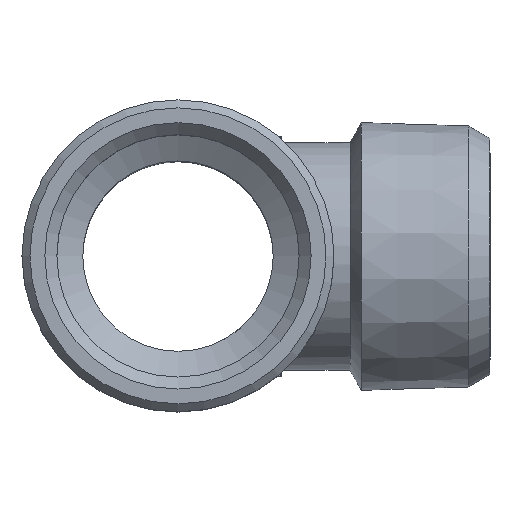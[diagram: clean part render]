
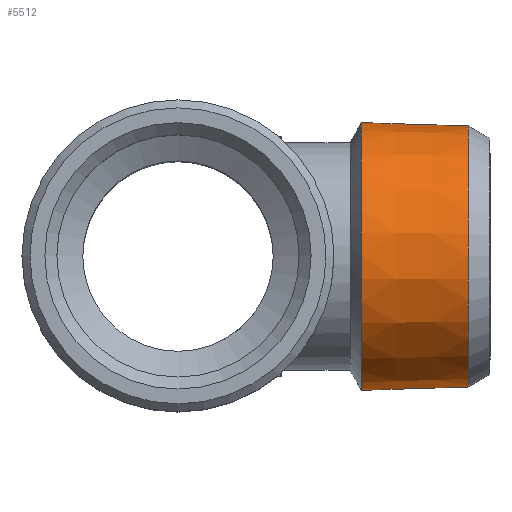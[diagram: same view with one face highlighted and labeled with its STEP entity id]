
A CAD part, top view. The second image highlights one B-rep face of the part: STEP entity #5512.
In plain terms, the highlighted conical face has half-angle 1.79 degrees and reference radius 16.825 mm.
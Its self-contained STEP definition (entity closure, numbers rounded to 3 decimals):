
#1437=CONICAL_SURFACE('',#5413,16.825,1.79);
#1499=ORIENTED_EDGE('',*,*,#1863,.F.);
#1500=ORIENTED_EDGE('',*,*,#1862,.F.);
#1708=CIRCLE('',#5412,16.312);
#1709=CIRCLE('',#5414,16.73);
#1772=VERTEX_POINT('',#4172);
#1773=VERTEX_POINT('',#4175);
#1862=EDGE_CURVE('',#1772,#1772,#1708,.T.);
#1863=EDGE_CURVE('',#1773,#1773,#1709,.T.);
#1978=EDGE_LOOP('',(#1499));
#1979=EDGE_LOOP('',(#1500));
#2056=FACE_BOUND('',#1978,.T.);
#2057=FACE_BOUND('',#1979,.T.);
#2186=DIRECTION('',(1.,0.,0.));
#2187=DIRECTION('',(0.,0.,16.312));
#2188=DIRECTION('',(-1.,0.,0.));
#2189=DIRECTION('',(0.,0.,1.));
#2190=DIRECTION('',(-1.,0.,0.));
#2191=DIRECTION('',(0.,0.,16.73));
#4172=CARTESIAN_POINT('',(64.409,59.568,16.312));
#4173=CARTESIAN_POINT('',(64.409,59.568,0.));
#4174=CARTESIAN_POINT('',(48.009,59.568,0.));
#4175=CARTESIAN_POINT('',(51.04,59.568,16.73));
#4176=CARTESIAN_POINT('',(51.04,59.568,0.));
#5412=AXIS2_PLACEMENT_3D('',#4173,#2186,#2187);
#5413=AXIS2_PLACEMENT_3D('',#4174,#2188,#2189);
#5414=AXIS2_PLACEMENT_3D('',#4176,#2190,#2191);
#5512=ADVANCED_FACE('',(#2056,#2057),#1437,.T.);
